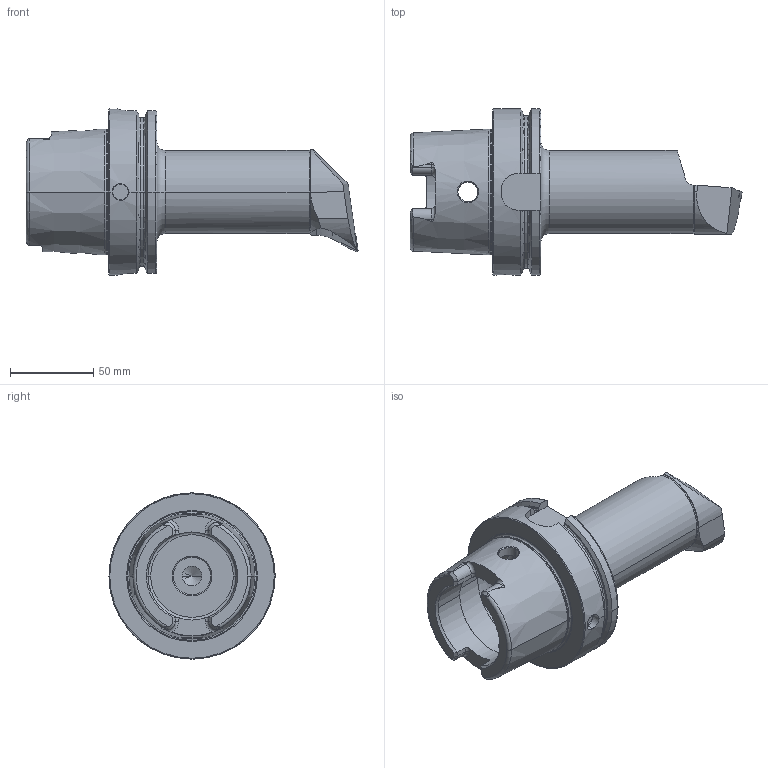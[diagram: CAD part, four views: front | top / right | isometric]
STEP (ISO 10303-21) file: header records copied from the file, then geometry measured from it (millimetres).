
FILE_DESCRIPTION (( 'STEP AP203' ), '1' );
FILE_NAME ('HA0.BDB.RXD.150.STEP', '2018-01-31T09:22:03', ( 'SWIAdmin' ), ( 'Hewlett-Packard Company' ), 'SwSTEP 2.0', 'SolidWorks 2017', '' );
FILE_SCHEMA (( 'CONFIG_CONTROL_DESIGN' ));
Length unit declared in the file: millimetre
Products named in the file (5): HA0-BDB.RXD.150_A; DCMT11T308; WCB-ER2.001.009_A; KVT_MB_600_050; HA0.BDB.RXD.150
Assembly tree (4 placements, depth 2):
  HA0.BDB.RXD.150
    HA0-BDB.RXD.150_A
    DCMT11T308
    WCB-ER2.001.009_A
    KVT_MB_600_050
Bounding box: 199.9 x 100 x 100 mm (x, y, z)
Volume: 444915.5 mm3; surface area: 70916 mm2
Topology: 5 solids, 5 shells, 315 faces, 804 edges, 494 vertices
Faces by surface type: cylinder 92, cone 81, plane 74, torus 44, bspline 20, sphere 4
Entity records: 11708 total; most frequent: CARTESIAN_POINT 3954, ORIENTED_EDGE 1582, DIRECTION 1461, EDGE_CURVE 791, AXIS2_PLACEMENT_3D 592, VERTEX_POINT 491, EDGE_LOOP 330, FACE_OUTER_BOUND 315
